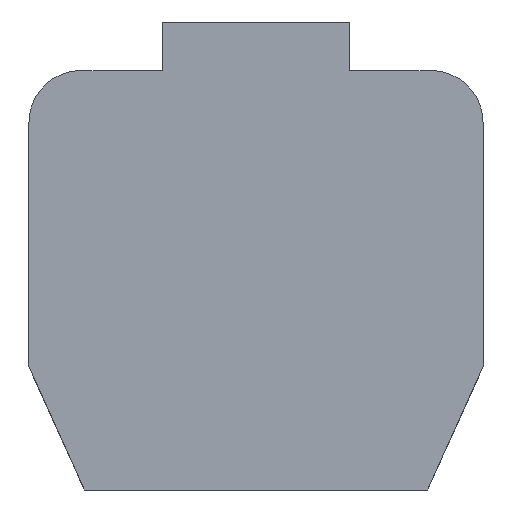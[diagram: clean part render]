
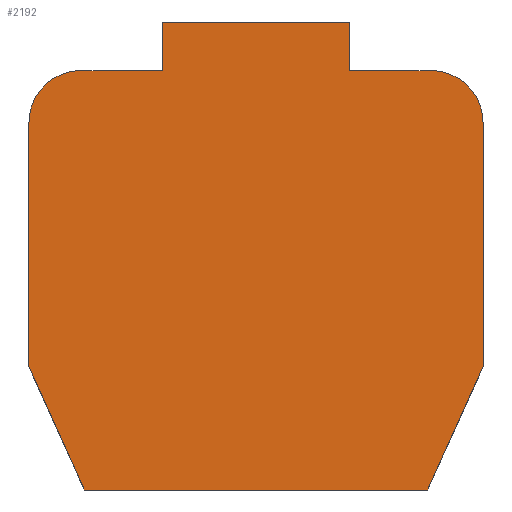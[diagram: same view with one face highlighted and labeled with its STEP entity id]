
A CAD part, left-side view. The second image highlights one B-rep face of the part: STEP entity #2192.
In plain terms, the highlighted planar face has unit normal (-1, 0, 0).
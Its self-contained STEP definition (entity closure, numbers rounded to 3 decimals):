
#111=PLANE('',#2461);
#209=FACE_OUTER_BOUND('',#335,.T.);
#335=EDGE_LOOP('',(#1682,#1683,#1684,#1685,#1686,#1687,#1688,#1689,#1690,
#1691,#1692,#1693));
#490=LINE('',#3498,#711);
#502=LINE('',#3523,#723);
#514=LINE('',#3553,#735);
#516=LINE('',#3558,#737);
#517=LINE('',#3562,#738);
#518=LINE('',#3564,#739);
#519=LINE('',#3566,#740);
#520=LINE('',#3568,#741);
#521=LINE('',#3570,#742);
#522=LINE('',#3573,#743);
#711=VECTOR('',#2809,10.);
#723=VECTOR('',#2825,10.);
#735=VECTOR('',#2849,10.);
#737=VECTOR('',#2855,10.);
#738=VECTOR('',#2858,10.);
#739=VECTOR('',#2859,10.);
#740=VECTOR('',#2860,10.);
#741=VECTOR('',#2861,10.);
#742=VECTOR('',#2862,10.);
#743=VECTOR('',#2865,10.);
#888=CIRCLE('',#2462,3.);
#889=CIRCLE('',#2463,3.);
#1015=VERTEX_POINT('',#3496);
#1016=VERTEX_POINT('',#3497);
#1027=VERTEX_POINT('',#3521);
#1039=VERTEX_POINT('',#3552);
#1040=VERTEX_POINT('',#3557);
#1041=VERTEX_POINT('',#3559);
#1042=VERTEX_POINT('',#3561);
#1043=VERTEX_POINT('',#3563);
#1044=VERTEX_POINT('',#3565);
#1045=VERTEX_POINT('',#3567);
#1046=VERTEX_POINT('',#3569);
#1047=VERTEX_POINT('',#3571);
#1254=EDGE_CURVE('',#1015,#1016,#490,.T.);
#1267=EDGE_CURVE('',#1015,#1027,#502,.T.);
#1282=EDGE_CURVE('',#1039,#1027,#514,.T.);
#1285=EDGE_CURVE('',#1040,#1039,#516,.T.);
#1286=EDGE_CURVE('',#1040,#1041,#888,.T.);
#1287=EDGE_CURVE('',#1041,#1042,#517,.T.);
#1288=EDGE_CURVE('',#1042,#1043,#518,.T.);
#1289=EDGE_CURVE('',#1043,#1044,#519,.T.);
#1290=EDGE_CURVE('',#1044,#1045,#520,.T.);
#1291=EDGE_CURVE('',#1045,#1046,#521,.T.);
#1292=EDGE_CURVE('',#1046,#1047,#889,.T.);
#1293=EDGE_CURVE('',#1047,#1016,#522,.T.);
#1682=ORIENTED_EDGE('',*,*,#1254,.F.);
#1683=ORIENTED_EDGE('',*,*,#1267,.T.);
#1684=ORIENTED_EDGE('',*,*,#1282,.F.);
#1685=ORIENTED_EDGE('',*,*,#1285,.F.);
#1686=ORIENTED_EDGE('',*,*,#1286,.T.);
#1687=ORIENTED_EDGE('',*,*,#1287,.T.);
#1688=ORIENTED_EDGE('',*,*,#1288,.T.);
#1689=ORIENTED_EDGE('',*,*,#1289,.T.);
#1690=ORIENTED_EDGE('',*,*,#1290,.T.);
#1691=ORIENTED_EDGE('',*,*,#1291,.T.);
#1692=ORIENTED_EDGE('',*,*,#1292,.T.);
#1693=ORIENTED_EDGE('',*,*,#1293,.T.);
#2192=ADVANCED_FACE('',(#209),#111,.T.);
#2461=AXIS2_PLACEMENT_3D('',#3556,#2853,#2854);
#2462=AXIS2_PLACEMENT_3D('',#3560,#2856,#2857);
#2463=AXIS2_PLACEMENT_3D('',#3572,#2863,#2864);
#2809=DIRECTION('',(0.,-0.411,-0.912));
#2825=DIRECTION('',(0.,1.,0.));
#2849=DIRECTION('',(0.,-0.411,0.912));
#2853=DIRECTION('center_axis',(-1.,0.,0.));
#2854=DIRECTION('ref_axis',(0.,0.,1.));
#2855=DIRECTION('',(0.,0.,1.));
#2856=DIRECTION('center_axis',(-1.,0.,0.));
#2857=DIRECTION('ref_axis',(0.,-1.,0.));
#2858=DIRECTION('',(0.,-1.,0.));
#2859=DIRECTION('',(0.,0.,-1.));
#2860=DIRECTION('',(0.,-1.,0.));
#2861=DIRECTION('',(0.,0.,1.));
#2862=DIRECTION('',(0.,-1.,0.));
#2863=DIRECTION('center_axis',(-1.,0.,0.));
#2864=DIRECTION('ref_axis',(0.,0.,1.));
#2865=DIRECTION('',(0.,0.,1.));
#3496=CARTESIAN_POINT('',(-109.869,81.699,27.));
#3497=CARTESIAN_POINT('',(-109.869,78.499,19.9));
#3498=CARTESIAN_POINT('',(-109.869,75.571,13.405));
#3521=CARTESIAN_POINT('',(-109.869,101.499,27.));
#3523=CARTESIAN_POINT('',(-109.869,104.699,27.));
#3552=CARTESIAN_POINT('',(-109.869,104.699,19.9));
#3553=CARTESIAN_POINT('',(-109.869,105.414,18.312));
#3556=CARTESIAN_POINT('Origin',(-109.869,78.499,0.));
#3557=CARTESIAN_POINT('',(-109.869,104.699,5.8));
#3558=CARTESIAN_POINT('',(-109.869,104.699,0.));
#3559=CARTESIAN_POINT('',(-109.869,101.699,2.8));
#3560=CARTESIAN_POINT('Origin',(-109.869,101.699,5.8));
#3561=CARTESIAN_POINT('',(-109.869,96.999,2.8));
#3562=CARTESIAN_POINT('',(-109.869,87.749,2.8));
#3563=CARTESIAN_POINT('',(-109.869,96.999,0.));
#3564=CARTESIAN_POINT('',(-109.869,96.999,0.));
#3565=CARTESIAN_POINT('',(-109.869,86.199,0.));
#3566=CARTESIAN_POINT('',(-109.869,104.699,0.));
#3567=CARTESIAN_POINT('',(-109.869,86.199,2.8));
#3568=CARTESIAN_POINT('',(-109.869,86.199,1.4));
#3569=CARTESIAN_POINT('',(-109.869,81.499,2.8));
#3570=CARTESIAN_POINT('',(-109.869,79.999,2.8));
#3571=CARTESIAN_POINT('',(-109.869,78.499,5.8));
#3572=CARTESIAN_POINT('Origin',(-109.869,81.499,5.8));
#3573=CARTESIAN_POINT('',(-109.869,78.499,0.));
